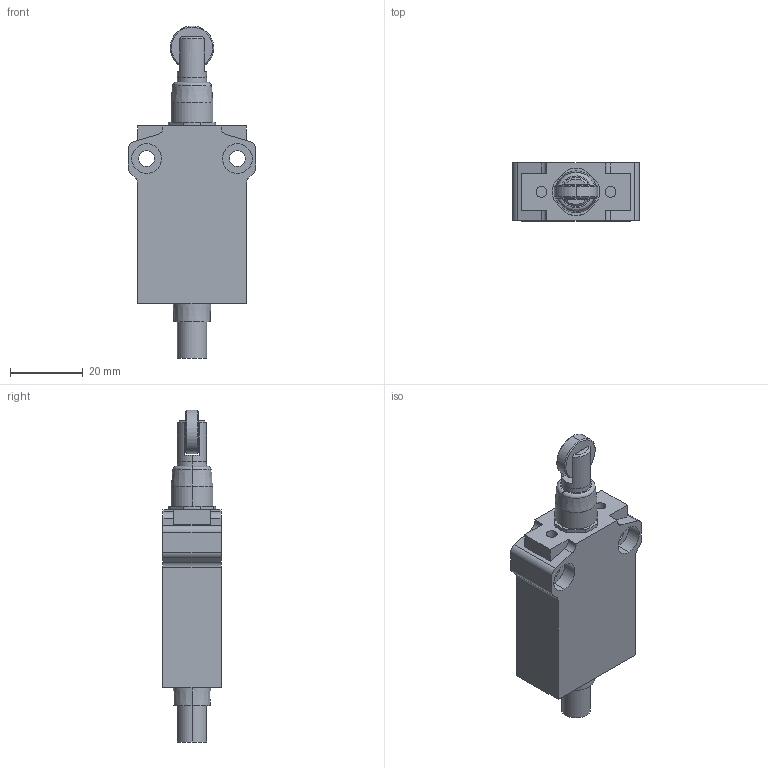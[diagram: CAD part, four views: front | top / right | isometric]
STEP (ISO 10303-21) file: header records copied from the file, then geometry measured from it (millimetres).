
FILE_DESCRIPTION (( 'STEP AP214' ), '1' );
FILE_NAME ('AEM2G17Z11-3.step', '2017-12-19T21:12:33', ( '' ), ( '' ), 'SwSTEP 2.0', 'SolidWorks 2017', '' );
FILE_SCHEMA (( 'AUTOMOTIVE_DESIGN' ));
Length unit declared in the file: inch
Products named in the file (1): AEM2G17Z11-3
Bounding box: 35 x 16 x 91.4 mm (x, y, z)
Volume: 26144.6 mm3; surface area: 8892.2 mm2
Topology: 5 solids, 5 shells, 131 faces, 309 edges, 202 vertices
Faces by surface type: plane 56, cylinder 54, cone 15, bspline 6
Entity records: 5678 total; most frequent: CARTESIAN_POINT 781, DIRECTION 683, ORIENTED_EDGE 618, EDGE_CURVE 309, AXIS2_PLACEMENT_3D 264, VERTEX_POINT 202, LINE 155, VECTOR 155
